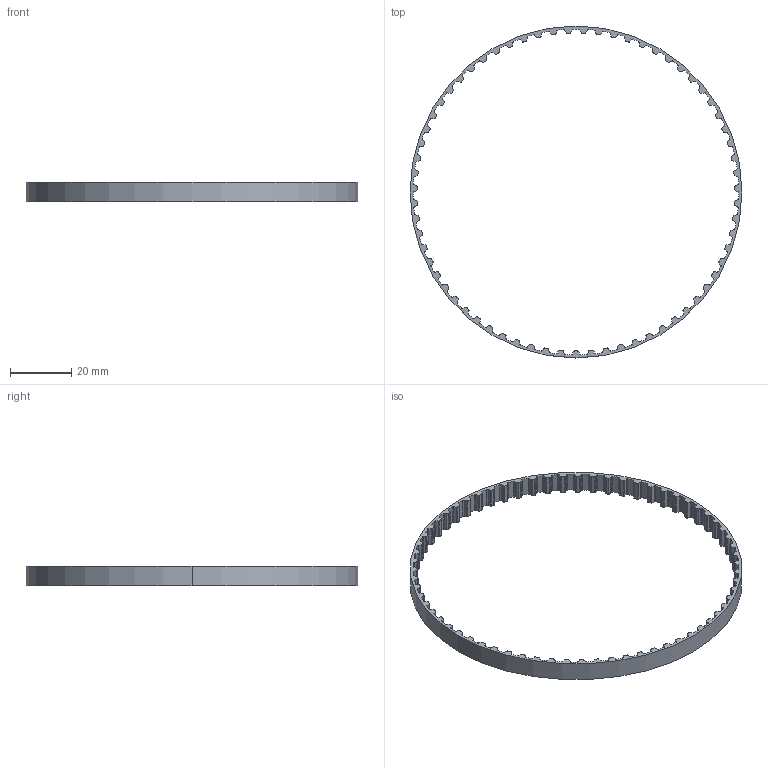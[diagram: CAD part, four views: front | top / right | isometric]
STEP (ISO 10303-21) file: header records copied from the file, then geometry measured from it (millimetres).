
FILE_DESCRIPTION (( 'STEP AP203' ), '1' );
FILE_NAME ('1679K197_Dust-Free Timing Belt.STEP', '2021-07-09T05:47:17', ( 'Administrator' ), ( 'Managed by Terraform' ), 'SwSTEP 2.0', 'SolidWorks 2017', '' );
FILE_SCHEMA (( 'CONFIG_CONTROL_DESIGN' ));
Length unit declared in the file: inch
Products named in the file (1): 1679K197_Dust-Free Timing Belt
Bounding box: 108.34 x 108.34 x 6.35 mm (x, y, z)
Volume: 3246.5 mm3; surface area: 5891.4 mm2
Topology: 1 solids, 1 shells, 589 faces, 1761 edges, 1174 vertices
Faces by surface type: cylinder 453, plane 136
Entity records: 20384 total; most frequent: DIRECTION 3847, CARTESIAN_POINT 3525, ORIENTED_EDGE 3522, EDGE_CURVE 1761, AXIS2_PLACEMENT_3D 1496, VERTEX_POINT 1174, CIRCLE 906, LINE 855
